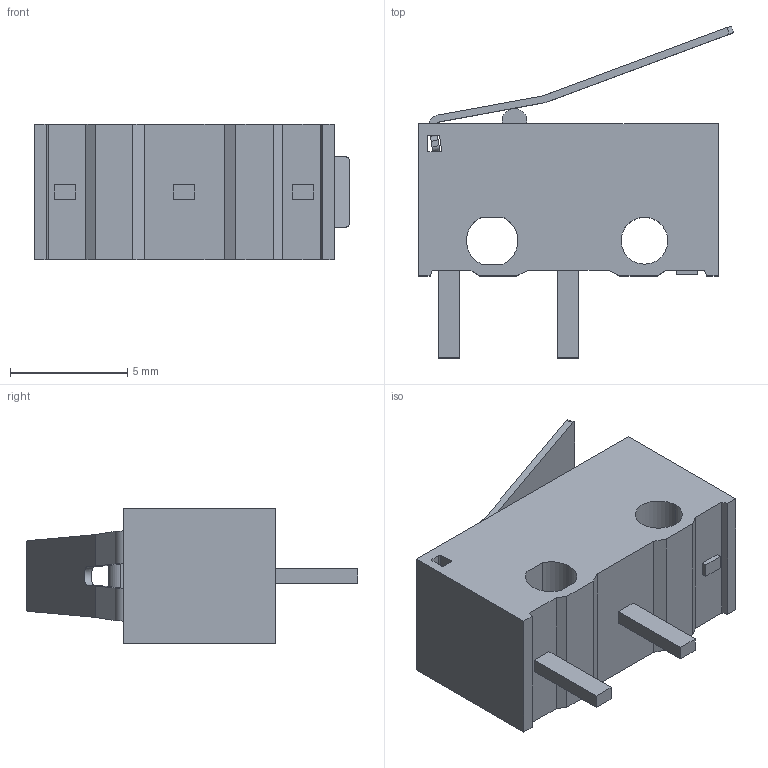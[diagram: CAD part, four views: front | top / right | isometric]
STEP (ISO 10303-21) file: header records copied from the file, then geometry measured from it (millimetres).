
FILE_DESCRIPTION((''),'2;1');
FILE_NAME('C-2351447-3','2022-09-30T08:37:20',('workeradm'),('TE Connectivity Ltd.'),'CREO PARAMETRIC BY PTC INC, 2021072','CREO PARAMETRIC BY PTC INC, 2021072','');
FILE_SCHEMA(('AUTOMOTIVE_DESIGN { 1 0 10303 214 1 1 1 1 }'));
Length unit declared in the file: millimetre
Products named in the file (1): C-2351447-3
Bounding box: 13.45 x 14.17 x 5.8 mm (x, y, z)
Volume: 444.9 mm3; surface area: 598.7 mm2
Topology: 2 solids, 2 shells, 119 faces, 321 edges, 212 vertices
Faces by surface type: plane 86, cylinder 28, extrusion 3, cone 2
Entity records: 3968 total; most frequent: CARTESIAN_POINT 918, ORIENTED_EDGE 642, DIRECTION 578, EDGE_CURVE 321, VECTOR 256, LINE 253, VERTEX_POINT 212, AXIS2_PLACEMENT_3D 161
